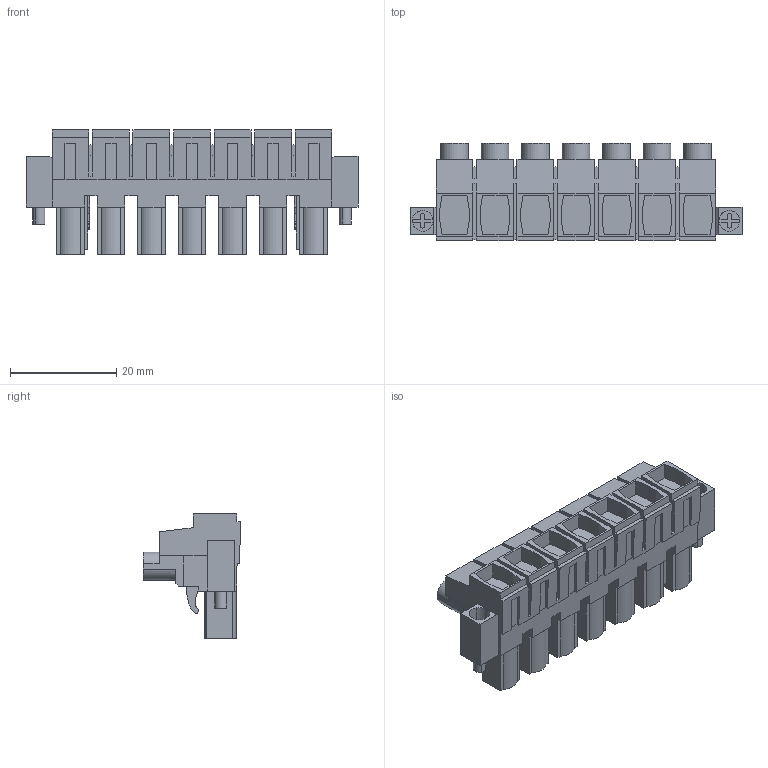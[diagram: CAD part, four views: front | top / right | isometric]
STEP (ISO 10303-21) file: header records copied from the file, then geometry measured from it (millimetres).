
FILE_DESCRIPTION(('CATIA V5 STEP Exchange','CAx-IF Rec.Pracs.--- Model Styling and Organization---1.2---2011-12-15'),'2;1');
FILE_NAME ('D1448478_0_1095730000_1095730000.stp','2017-06-08T10:35:27+00:00',('none'),('Weidmueller'),'CATIA Version 5-6 Release 2014','CATIA V5 STEP AP214','none');
FILE_SCHEMA(('AUTOMOTIVE_DESIGN { 1 0 10303 214 1 1 1 1 }'));
Length unit declared in the file: millimetre
Products named in the file (1): 1095730000
Bounding box: 62.4 x 18.28 x 23.35 mm (x, y, z)
Volume: 10097.8 mm3; surface area: 8581.3 mm2
Topology: 10 solids, 10 shells, 734 faces, 2064 edges, 1384 vertices
Faces by surface type: plane 611, cylinder 115, extrusion 8
Entity records: 21871 total; most frequent: CARTESIAN_POINT 4130, ORIENTED_EDGE 4128, DIRECTION 2872, EDGE_CURVE 2064, VECTOR 1763, LINE 1755, VERTEX_POINT 1384, EDGE_LOOP 772
